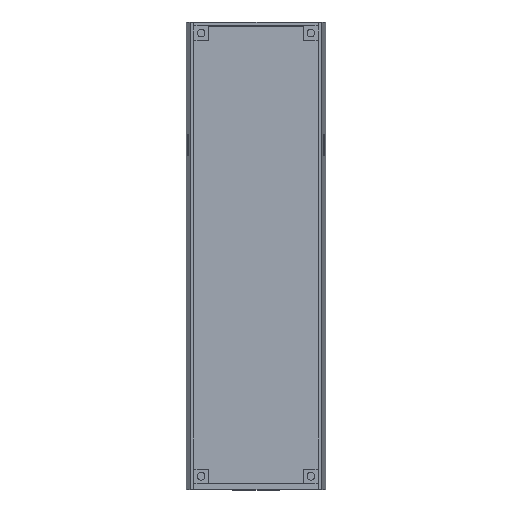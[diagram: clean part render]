
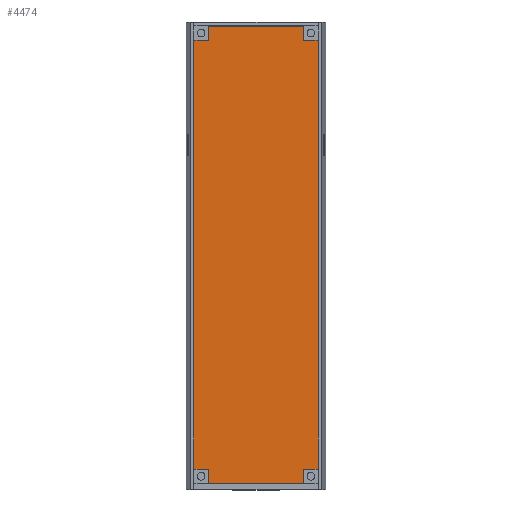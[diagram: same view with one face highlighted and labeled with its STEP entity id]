
A CAD part, top view. The second image highlights one B-rep face of the part: STEP entity #4474.
In plain terms, the highlighted planar face has unit normal (0, 0, 1).
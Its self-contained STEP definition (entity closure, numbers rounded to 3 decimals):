
#329 = PLANE('',#330);
#330 = AXIS2_PLACEMENT_3D('',#331,#332,#333);
#331 = CARTESIAN_POINT('',(-47.75,0.,0.));
#332 = DIRECTION('',(1.,0.,0.));
#333 = DIRECTION('',(0.,0.,1.));
#1031 = PLANE('',#1032);
#1032 = AXIS2_PLACEMENT_3D('',#1033,#1034,#1035);
#1033 = CARTESIAN_POINT('',(-47.75,5.,0.));
#1034 = DIRECTION('',(0.,1.,0.));
#1035 = DIRECTION('',(1.,0.,0.));
#1186 = VERTEX_POINT('',#1187);
#1187 = CARTESIAN_POINT('',(-47.75,5.,0.));
#1210 = EDGE_CURVE('',#1186,#1211,#1213,.T.);
#1211 = VERTEX_POINT('',#1212);
#1212 = CARTESIAN_POINT('',(-47.75,357.,0.));
#1213 = SURFACE_CURVE('',#1214,(#1218,#1225),.PCURVE_S1.);
#1214 = LINE('',#1215,#1216);
#1215 = CARTESIAN_POINT('',(-47.75,0.,0.));
#1216 = VECTOR('',#1217,1.);
#1217 = DIRECTION('',(0.,1.,0.));
#1218 = PCURVE('',#329,#1219);
#1219 = DEFINITIONAL_REPRESENTATION('',(#1220),#1224);
#1220 = LINE('',#1221,#1222);
#1221 = CARTESIAN_POINT('',(0.,0.));
#1222 = VECTOR('',#1223,1.);
#1223 = DIRECTION('',(0.,-1.));
#1224 = ( GEOMETRIC_REPRESENTATION_CONTEXT(2) 
PARAMETRIC_REPRESENTATION_CONTEXT() REPRESENTATION_CONTEXT('2D SPACE',''
  ) );
#1225 = PCURVE('',#1226,#1231);
#1226 = PLANE('',#1227);
#1227 = AXIS2_PLACEMENT_3D('',#1228,#1229,#1230);
#1228 = CARTESIAN_POINT('',(47.75,0.,0.));
#1229 = DIRECTION('',(0.,0.,1.));
#1230 = DIRECTION('',(-1.,0.,0.));
#1231 = DEFINITIONAL_REPRESENTATION('',(#1232),#1236);
#1232 = LINE('',#1233,#1234);
#1233 = CARTESIAN_POINT('',(95.5,-0.));
#1234 = VECTOR('',#1235,1.);
#1235 = DIRECTION('',(0.,-1.));
#1236 = ( GEOMETRIC_REPRESENTATION_CONTEXT(2) 
PARAMETRIC_REPRESENTATION_CONTEXT() REPRESENTATION_CONTEXT('2D SPACE',''
  ) );
#1254 = PLANE('',#1255);
#1255 = AXIS2_PLACEMENT_3D('',#1256,#1257,#1258);
#1256 = CARTESIAN_POINT('',(-47.75,357.,0.));
#1257 = DIRECTION('',(0.,1.,0.));
#1258 = DIRECTION('',(1.,0.,0.));
#1823 = PLANE('',#1824);
#1824 = AXIS2_PLACEMENT_3D('',#1825,#1826,#1827);
#1825 = CARTESIAN_POINT('',(47.75,0.,60.));
#1826 = DIRECTION('',(-1.,0.,0.));
#1827 = DIRECTION('',(0.,0.,-1.));
#2801 = EDGE_CURVE('',#1186,#2802,#2804,.T.);
#2802 = VERTEX_POINT('',#2803);
#2803 = CARTESIAN_POINT('',(47.75,5.,0.));
#2804 = SURFACE_CURVE('',#2805,(#2809,#2816),.PCURVE_S1.);
#2805 = LINE('',#2806,#2807);
#2806 = CARTESIAN_POINT('',(-47.75,5.,0.));
#2807 = VECTOR('',#2808,1.);
#2808 = DIRECTION('',(1.,0.,0.));
#2809 = PCURVE('',#1031,#2810);
#2810 = DEFINITIONAL_REPRESENTATION('',(#2811),#2815);
#2811 = LINE('',#2812,#2813);
#2812 = CARTESIAN_POINT('',(0.,0.));
#2813 = VECTOR('',#2814,1.);
#2814 = DIRECTION('',(1.,0.));
#2815 = ( GEOMETRIC_REPRESENTATION_CONTEXT(2) 
PARAMETRIC_REPRESENTATION_CONTEXT() REPRESENTATION_CONTEXT('2D SPACE',''
  ) );
#2816 = PCURVE('',#1226,#2817);
#2817 = DEFINITIONAL_REPRESENTATION('',(#2818),#2822);
#2818 = LINE('',#2819,#2820);
#2819 = CARTESIAN_POINT('',(95.5,-5.));
#2820 = VECTOR('',#2821,1.);
#2821 = DIRECTION('',(-1.,0.));
#2822 = ( GEOMETRIC_REPRESENTATION_CONTEXT(2) 
PARAMETRIC_REPRESENTATION_CONTEXT() REPRESENTATION_CONTEXT('2D SPACE',''
  ) );
#4206 = EDGE_CURVE('',#1211,#4207,#4209,.T.);
#4207 = VERTEX_POINT('',#4208);
#4208 = CARTESIAN_POINT('',(47.75,357.,0.));
#4209 = SURFACE_CURVE('',#4210,(#4214,#4221),.PCURVE_S1.);
#4210 = LINE('',#4211,#4212);
#4211 = CARTESIAN_POINT('',(-47.75,357.,0.));
#4212 = VECTOR('',#4213,1.);
#4213 = DIRECTION('',(1.,0.,0.));
#4214 = PCURVE('',#1254,#4215);
#4215 = DEFINITIONAL_REPRESENTATION('',(#4216),#4220);
#4216 = LINE('',#4217,#4218);
#4217 = CARTESIAN_POINT('',(0.,0.));
#4218 = VECTOR('',#4219,1.);
#4219 = DIRECTION('',(1.,0.));
#4220 = ( GEOMETRIC_REPRESENTATION_CONTEXT(2) 
PARAMETRIC_REPRESENTATION_CONTEXT() REPRESENTATION_CONTEXT('2D SPACE',''
  ) );
#4221 = PCURVE('',#1226,#4222);
#4222 = DEFINITIONAL_REPRESENTATION('',(#4223),#4227);
#4223 = LINE('',#4224,#4225);
#4224 = CARTESIAN_POINT('',(95.5,-357.));
#4225 = VECTOR('',#4226,1.);
#4226 = DIRECTION('',(-1.,0.));
#4227 = ( GEOMETRIC_REPRESENTATION_CONTEXT(2) 
PARAMETRIC_REPRESENTATION_CONTEXT() REPRESENTATION_CONTEXT('2D SPACE',''
  ) );
#4474 = ADVANCED_FACE('',(#4475),#1226,.T.);
#4475 = FACE_BOUND('',#4476,.T.);
#4476 = EDGE_LOOP('',(#4477,#4478,#4479,#4500));
#4477 = ORIENTED_EDGE('',*,*,#1210,.F.);
#4478 = ORIENTED_EDGE('',*,*,#2801,.T.);
#4479 = ORIENTED_EDGE('',*,*,#4480,.T.);
#4480 = EDGE_CURVE('',#2802,#4207,#4481,.T.);
#4481 = SURFACE_CURVE('',#4482,(#4486,#4493),.PCURVE_S1.);
#4482 = LINE('',#4483,#4484);
#4483 = CARTESIAN_POINT('',(47.75,0.,0.));
#4484 = VECTOR('',#4485,1.);
#4485 = DIRECTION('',(0.,1.,0.));
#4486 = PCURVE('',#1226,#4487);
#4487 = DEFINITIONAL_REPRESENTATION('',(#4488),#4492);
#4488 = LINE('',#4489,#4490);
#4489 = CARTESIAN_POINT('',(0.,0.));
#4490 = VECTOR('',#4491,1.);
#4491 = DIRECTION('',(0.,-1.));
#4492 = ( GEOMETRIC_REPRESENTATION_CONTEXT(2) 
PARAMETRIC_REPRESENTATION_CONTEXT() REPRESENTATION_CONTEXT('2D SPACE',''
  ) );
#4493 = PCURVE('',#1823,#4494);
#4494 = DEFINITIONAL_REPRESENTATION('',(#4495),#4499);
#4495 = LINE('',#4496,#4497);
#4496 = CARTESIAN_POINT('',(60.,0.));
#4497 = VECTOR('',#4498,1.);
#4498 = DIRECTION('',(0.,-1.));
#4499 = ( GEOMETRIC_REPRESENTATION_CONTEXT(2) 
PARAMETRIC_REPRESENTATION_CONTEXT() REPRESENTATION_CONTEXT('2D SPACE',''
  ) );
#4500 = ORIENTED_EDGE('',*,*,#4206,.F.);
